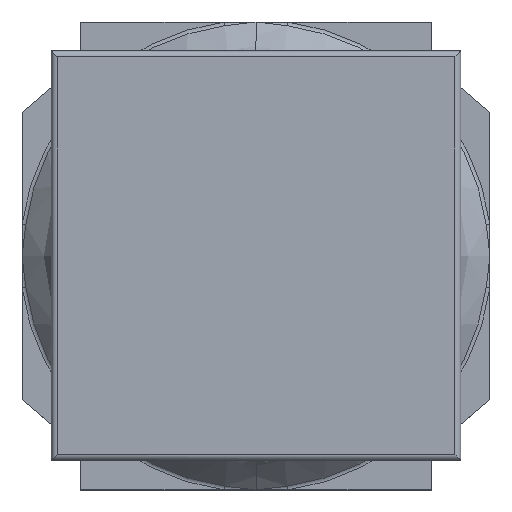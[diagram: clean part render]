
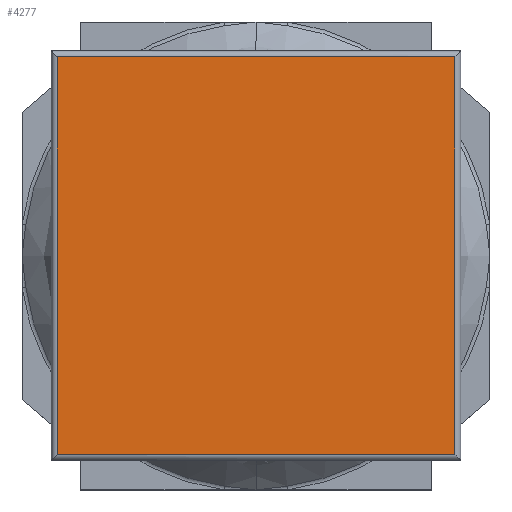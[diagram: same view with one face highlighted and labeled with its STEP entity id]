
A CAD part, top view. The second image highlights one B-rep face of the part: STEP entity #4277.
In plain terms, the highlighted planar face has unit normal (0, 0, 1).
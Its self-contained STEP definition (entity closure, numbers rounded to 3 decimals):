
#104 = CARTESIAN_POINT ( 'NONE',  ( -1.7, -1.7, 1.8 ) ) ;
#251 = EDGE_LOOP ( 'NONE', ( #1137, #880, #4249, #2663 ) ) ;
#506 = CARTESIAN_POINT ( 'NONE',  ( 1.7, -1.7, 1.8 ) ) ;
#630 = LINE ( 'NONE', #1963, #2177 ) ;
#667 = VERTEX_POINT ( 'NONE', #3941 ) ;
#762 = AXIS2_PLACEMENT_3D ( 'NONE', #1759, #2451, #2474 ) ;
#794 = DIRECTION ( 'NONE',  ( 0., 1., 0. ) ) ;
#814 = CARTESIAN_POINT ( 'NONE',  ( 1.7, 0., 1.8 ) ) ;
#880 = ORIENTED_EDGE ( 'NONE', *, *, #2619, .T. ) ;
#1101 = CARTESIAN_POINT ( 'NONE',  ( 1.75, 1.7, 1.8 ) ) ;
#1137 = ORIENTED_EDGE ( 'NONE', *, *, #4073, .T. ) ;
#1759 = CARTESIAN_POINT ( 'NONE',  ( 1.75, 0., 1.8 ) ) ;
#1963 = CARTESIAN_POINT ( 'NONE',  ( -1.7, -1.75, 1.8 ) ) ;
#1967 = EDGE_CURVE ( 'NONE', #4209, #2983, #630, .T. ) ;
#2055 = CARTESIAN_POINT ( 'NONE',  ( 1.75, -1.7, 1.8 ) ) ;
#2177 = VECTOR ( 'NONE', #3306, 1000. ) ;
#2435 = LINE ( 'NONE', #1101, #4440 ) ;
#2451 = DIRECTION ( 'NONE',  ( 0., 0., 1. ) ) ;
#2474 = DIRECTION ( 'NONE',  ( 1., 0., 0. ) ) ;
#2619 = EDGE_CURVE ( 'NONE', #667, #4209, #2435, .T. ) ;
#2663 = ORIENTED_EDGE ( 'NONE', *, *, #2771, .T. ) ;
#2771 = EDGE_CURVE ( 'NONE', #2983, #3352, #3351, .T. ) ;
#2777 = DIRECTION ( 'NONE',  ( -1., 0., 0. ) ) ;
#2983 = VERTEX_POINT ( 'NONE', #104 ) ;
#3065 = FACE_OUTER_BOUND ( 'NONE', #251, .T. ) ;
#3306 = DIRECTION ( 'NONE',  ( 0., -1., 0. ) ) ;
#3351 = LINE ( 'NONE', #2055, #3581 ) ;
#3352 = VERTEX_POINT ( 'NONE', #506 ) ;
#3581 = VECTOR ( 'NONE', #4423, 1000. ) ;
#3941 = CARTESIAN_POINT ( 'NONE',  ( 1.7, 1.7, 1.8 ) ) ;
#4073 = EDGE_CURVE ( 'NONE', #3352, #667, #4199, .T. ) ;
#4170 = PLANE ( 'NONE',  #762 ) ;
#4199 = LINE ( 'NONE', #814, #4267 ) ;
#4209 = VERTEX_POINT ( 'NONE', #4312 ) ;
#4249 = ORIENTED_EDGE ( 'NONE', *, *, #1967, .T. ) ;
#4267 = VECTOR ( 'NONE', #794, 1000. ) ;
#4277 = ADVANCED_FACE ( 'NONE', ( #3065 ), #4170, .T. ) ;
#4312 = CARTESIAN_POINT ( 'NONE',  ( -1.7, 1.7, 1.8 ) ) ;
#4423 = DIRECTION ( 'NONE',  ( 1., 0., 0. ) ) ;
#4440 = VECTOR ( 'NONE', #2777, 1000. ) ;
